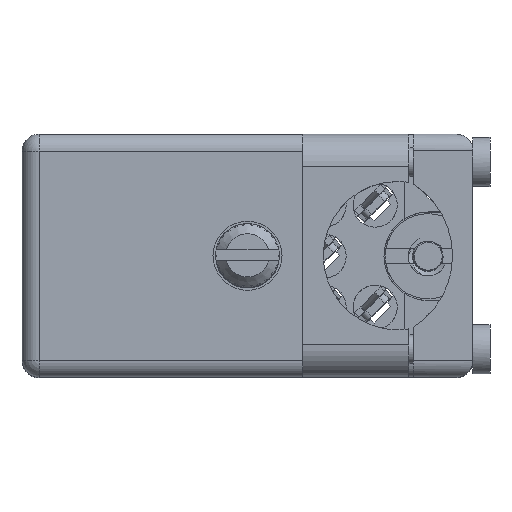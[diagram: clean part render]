
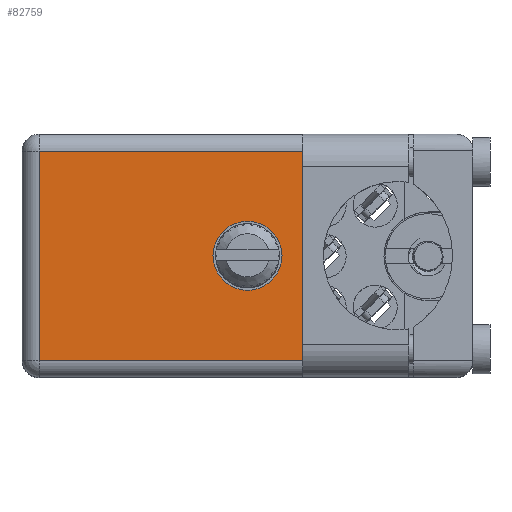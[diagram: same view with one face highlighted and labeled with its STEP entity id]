
A CAD part, top view. The second image highlights one B-rep face of the part: STEP entity #82759.
In plain terms, the highlighted face is planar.
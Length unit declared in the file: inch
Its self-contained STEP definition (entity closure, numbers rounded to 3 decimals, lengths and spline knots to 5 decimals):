
#2116 = LINE ( 'NONE', #134781, #2393 ) ;
#2393 = VECTOR ( 'NONE', #60117, 39.37008 ) ;
#4713 = CARTESIAN_POINT ( 'NONE',  ( 0.6625, 0.906, -0.459 ) ) ;
#8932 = CARTESIAN_POINT ( 'NONE',  ( 0., 0.906, -0.715 ) ) ;
#9422 = CARTESIAN_POINT ( 'NONE',  ( 0.865, 0.906, -0.1125 ) ) ;
#11796 = VERTEX_POINT ( 'NONE', #56588 ) ;
#15904 = ORIENTED_EDGE ( 'NONE', *, *, #187779, .F. ) ;
#16227 = ORIENTED_EDGE ( 'NONE', *, *, #22544, .T. ) ;
#22544 = EDGE_CURVE ( 'NONE', #79964, #11796, #53789, .T. ) ;
#22742 = CIRCLE ( 'NONE', #154671, 0.1015 ) ;
#26143 = VECTOR ( 'NONE', #31623, 39.37008 ) ;
#26625 = EDGE_CURVE ( 'NONE', #92656, #176295, #146930, .T. ) ;
#29697 = EDGE_CURVE ( 'NONE', #92656, #143552, #165371, .T. ) ;
#31437 = VECTOR ( 'NONE', #153477, 39.37008 ) ;
#31623 = DIRECTION ( 'NONE',  ( 0., 0., 1. ) ) ;
#34560 = DIRECTION ( 'NONE',  ( 0., 0., 1. ) ) ;
#36560 = LINE ( 'NONE', #96529, #97639 ) ;
#37931 = ORIENTED_EDGE ( 'NONE', *, *, #92937, .T. ) ;
#40922 = DIRECTION ( 'NONE',  ( 0., 1., 0. ) ) ;
#42055 = DIRECTION ( 'NONE',  ( 0., 0., -1. ) ) ;
#42849 = CARTESIAN_POINT ( 'NONE',  ( 1.15, 0.906, -0.1125 ) ) ;
#45022 = EDGE_CURVE ( 'NONE', #88333, #97313, #2116, .T. ) ;
#46761 = VECTOR ( 'NONE', #187426, 39.37008 ) ;
#49306 = CARTESIAN_POINT ( 'NONE',  ( 1.15, 0.906, -0.715 ) ) ;
#53789 = LINE ( 'NONE', #173692, #46761 ) ;
#54219 = ORIENTED_EDGE ( 'NONE', *, *, #68727, .T. ) ;
#56541 = DIRECTION ( 'NONE',  ( -1., 0., 0. ) ) ;
#56588 = CARTESIAN_POINT ( 'NONE',  ( 1.15, 0.906, -0.6025 ) ) ;
#60117 = DIRECTION ( 'NONE',  ( -1., 0., 0. ) ) ;
#66762 = EDGE_CURVE ( 'NONE', #121919, #187351, #142196, .T. ) ;
#68727 = EDGE_CURVE ( 'NONE', #97313, #75818, #122059, .T. ) ;
#72768 = ORIENTED_EDGE ( 'NONE', *, *, #66762, .F. ) ;
#72786 = ORIENTED_EDGE ( 'NONE', *, *, #26625, .T. ) ;
#75818 = VERTEX_POINT ( 'NONE', #166094 ) ;
#79964 = VERTEX_POINT ( 'NONE', #189633 ) ;
#81692 = CARTESIAN_POINT ( 'NONE',  ( 1.15, 0.906, -0.715 ) ) ;
#81702 = PLANE ( 'NONE',  #159881 ) ;
#82759 = ADVANCED_FACE ( 'NONE', ( #158370, #83646 ), #81702, .T. ) ;
#83646 = FACE_BOUND ( 'NONE', #120363, .T. ) ;
#84569 = ORIENTED_EDGE ( 'NONE', *, *, #29697, .F. ) ;
#88333 = VERTEX_POINT ( 'NONE', #99109 ) ;
#92656 = VERTEX_POINT ( 'NONE', #42849 ) ;
#92937 = EDGE_CURVE ( 'NONE', #176295, #79964, #194266, .T. ) ;
#96529 = CARTESIAN_POINT ( 'NONE',  ( 1.15, 0.906, -0.05 ) ) ;
#97313 = VERTEX_POINT ( 'NONE', #138922 ) ;
#97639 = VECTOR ( 'NONE', #140737, 39.37008 ) ;
#99109 = CARTESIAN_POINT ( 'NONE',  ( 1.15, 0.906, -0.665 ) ) ;
#100633 = DIRECTION ( 'NONE',  ( 0., 0., 1. ) ) ;
#104928 = CARTESIAN_POINT ( 'NONE',  ( 0.865, 0.906, -0.1125 ) ) ;
#114552 = CARTESIAN_POINT ( 'NONE',  ( 0.865, 0.906, -0.1125 ) ) ;
#120363 = EDGE_LOOP ( 'NONE', ( #177191, #72768 ) ) ;
#121067 = EDGE_LOOP ( 'NONE', ( #54219, #152954, #84569, #72786, #37931, #16227, #15904, #140719 ) ) ;
#121919 = VERTEX_POINT ( 'NONE', #4713 ) ;
#122059 = LINE ( 'NONE', #166301, #26143 ) ;
#123014 = VECTOR ( 'NONE', #186797, 39.37008 ) ;
#126242 = DIRECTION ( 'NONE',  ( 0., 1., 0. ) ) ;
#128075 = CARTESIAN_POINT ( 'NONE',  ( 0.6625, 0.906, -0.256 ) ) ;
#129426 = CARTESIAN_POINT ( 'NONE',  ( 1.15, 0.906, -0.05 ) ) ;
#134781 = CARTESIAN_POINT ( 'NONE',  ( 0., 0.906, -0.665 ) ) ;
#134867 = VECTOR ( 'NONE', #56541, 39.37008 ) ;
#138922 = CARTESIAN_POINT ( 'NONE',  ( 0.05, 0.906, -0.665 ) ) ;
#139709 = LINE ( 'NONE', #81692, #123014 ) ;
#140719 = ORIENTED_EDGE ( 'NONE', *, *, #45022, .T. ) ;
#140737 = DIRECTION ( 'NONE',  ( 1., 0., 0. ) ) ;
#142196 = CIRCLE ( 'NONE', #186062, 0.1015 ) ;
#143552 = VERTEX_POINT ( 'NONE', #129426 ) ;
#146930 = LINE ( 'NONE', #114552, #134867 ) ;
#147354 = VECTOR ( 'NONE', #42055, 39.37008 ) ;
#152954 = ORIENTED_EDGE ( 'NONE', *, *, #192310, .T. ) ;
#153477 = DIRECTION ( 'NONE',  ( 0., 0., 1. ) ) ;
#153652 = EDGE_CURVE ( 'NONE', #187351, #121919, #22742, .T. ) ;
#154671 = AXIS2_PLACEMENT_3D ( 'NONE', #160598, #126242, #100633 ) ;
#158370 = FACE_OUTER_BOUND ( 'NONE', #121067, .T. ) ;
#159881 = AXIS2_PLACEMENT_3D ( 'NONE', #8932, #188739, #34560 ) ;
#160598 = CARTESIAN_POINT ( 'NONE',  ( 0.6625, 0.906, -0.3575 ) ) ;
#164737 = CARTESIAN_POINT ( 'NONE',  ( 0.6625, 0.906, -0.3575 ) ) ;
#165371 = LINE ( 'NONE', #49306, #31437 ) ;
#166094 = CARTESIAN_POINT ( 'NONE',  ( 0.05, 0.906, -0.05 ) ) ;
#166301 = CARTESIAN_POINT ( 'NONE',  ( 0.05, 0.906, -0.715 ) ) ;
#173692 = CARTESIAN_POINT ( 'NONE',  ( 0.865, 0.906, -0.6025 ) ) ;
#176295 = VERTEX_POINT ( 'NONE', #9422 ) ;
#177191 = ORIENTED_EDGE ( 'NONE', *, *, #153652, .F. ) ;
#186062 = AXIS2_PLACEMENT_3D ( 'NONE', #164737, #40922, #193185 ) ;
#186797 = DIRECTION ( 'NONE',  ( 0., 0., 1. ) ) ;
#187351 = VERTEX_POINT ( 'NONE', #128075 ) ;
#187426 = DIRECTION ( 'NONE',  ( 1., 0., 0. ) ) ;
#187779 = EDGE_CURVE ( 'NONE', #88333, #11796, #139709, .T. ) ;
#188739 = DIRECTION ( 'NONE',  ( 0., 1., 0. ) ) ;
#189633 = CARTESIAN_POINT ( 'NONE',  ( 0.865, 0.906, -0.6025 ) ) ;
#192310 = EDGE_CURVE ( 'NONE', #75818, #143552, #36560, .T. ) ;
#193185 = DIRECTION ( 'NONE',  ( 0., 0., 1. ) ) ;
#194266 = LINE ( 'NONE', #104928, #147354 ) ;
